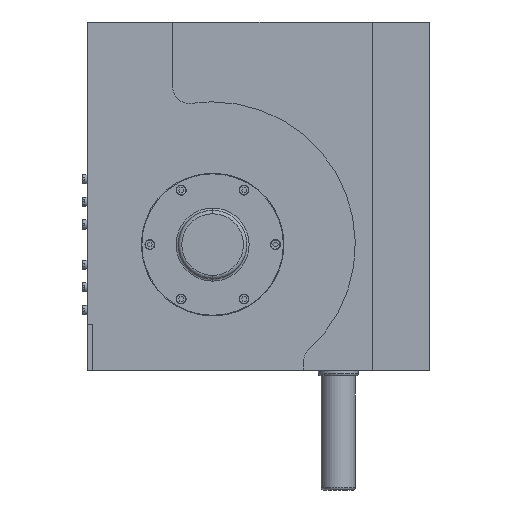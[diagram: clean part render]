
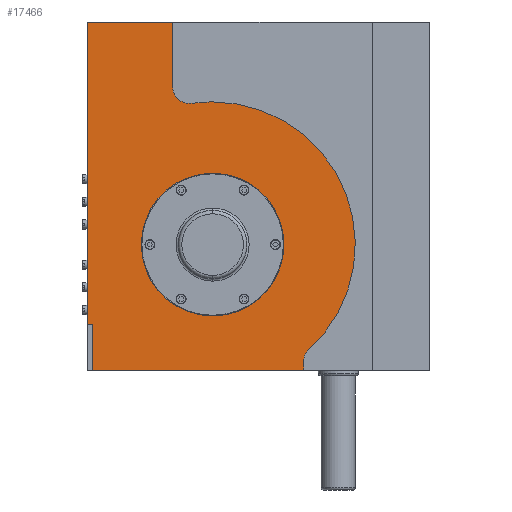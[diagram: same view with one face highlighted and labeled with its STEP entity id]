
A CAD part, left-side view. The second image highlights one B-rep face of the part: STEP entity #17466.
In plain terms, the highlighted planar face has unit normal (-1, 0, 0).
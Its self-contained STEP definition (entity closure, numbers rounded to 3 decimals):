
#40 = DIRECTION ( 'NONE',  ( 0., 1., 0. ) ) ;
#68 = VECTOR ( 'NONE', #40, 1000. ) ;
#104 = VERTEX_POINT ( 'NONE', #20222 ) ;
#181 = EDGE_CURVE ( 'NONE', #20224, #26650, #3122, .T. ) ;
#356 = ORIENTED_EDGE ( 'NONE', *, *, #19143, .F. ) ;
#1371 = LINE ( 'NONE', #4366, #10443 ) ;
#1395 = CARTESIAN_POINT ( 'NONE',  ( 0., -40., -152.5 ) ) ;
#1437 = DIRECTION ( 'NONE',  ( 0., 0., 1. ) ) ;
#2144 = EDGE_CURVE ( 'NONE', #2352, #21774, #17977, .T. ) ;
#2260 = CARTESIAN_POINT ( 'NONE',  ( 0., 75., 96.064 ) ) ;
#2352 = VERTEX_POINT ( 'NONE', #12925 ) ;
#2518 = DIRECTION ( 'NONE',  ( 0., 0., 1. ) ) ;
#3122 = LINE ( 'NONE', #1395, #10241 ) ;
#3129 = AXIS2_PLACEMENT_3D ( 'NONE', #6294, #24933, #8109 ) ;
#3140 = ORIENTED_EDGE ( 'NONE', *, *, #19418, .F. ) ;
#3228 = CARTESIAN_POINT ( 'NONE',  ( 0., -43.333, -135.669 ) ) ;
#3599 = ORIENTED_EDGE ( 'NONE', *, *, #4243, .F. ) ;
#3841 = ORIENTED_EDGE ( 'NONE', *, *, #2144, .F. ) ;
#4104 = EDGE_CURVE ( 'NONE', #16945, #7961, #20493, .T. ) ;
#4135 = VERTEX_POINT ( 'NONE', #2260 ) ;
#4243 = EDGE_CURVE ( 'NONE', #20214, #104, #18573, .T. ) ;
#4366 = CARTESIAN_POINT ( 'NONE',  ( 0., 75., 96.064 ) ) ;
#4882 = CARTESIAN_POINT ( 'NONE',  ( 0., 40., -42.5 ) ) ;
#5085 = VECTOR ( 'NONE', #22478, 1000. ) ;
#5417 = AXIS2_PLACEMENT_3D ( 'NONE', #20450, #14651, #8061 ) ;
#5659 = EDGE_CURVE ( 'NONE', #4135, #20214, #22369, .T. ) ;
#5901 = CARTESIAN_POINT ( 'NONE',  ( 0., 40., -42.5 ) ) ;
#5989 = DIRECTION ( 'NONE',  ( -1., 0., 0. ) ) ;
#6294 = CARTESIAN_POINT ( 'NONE',  ( 0., 0., 0. ) ) ;
#6552 = FACE_BOUND ( 'NONE', #17433, .T. ) ;
#6858 = CARTESIAN_POINT ( 'NONE',  ( 0., 57.857, 81.218 ) ) ;
#7257 = ORIENTED_EDGE ( 'NONE', *, *, #16385, .F. ) ;
#7568 = VERTEX_POINT ( 'NONE', #18557 ) ;
#7806 = AXIS2_PLACEMENT_3D ( 'NONE', #25159, #18675, #10566 ) ;
#7961 = VERTEX_POINT ( 'NONE', #11611 ) ;
#8061 = DIRECTION ( 'NONE',  ( 0., 0., 1. ) ) ;
#8109 = DIRECTION ( 'NONE',  ( 0., 1., 0. ) ) ;
#8535 = ORIENTED_EDGE ( 'NONE', *, *, #181, .F. ) ;
#8628 = LINE ( 'NONE', #18416, #5085 ) ;
#8877 = CIRCLE ( 'NONE', #7806, 10. ) ;
#9095 = EDGE_LOOP ( 'NONE', ( #3140, #11656, #356, #8535, #11688, #20155, #3599, #13317, #7257, #21805, #22696 ) ) ;
#10090 = LINE ( 'NONE', #22571, #68 ) ;
#10241 = VECTOR ( 'NONE', #22318, 1000. ) ;
#10428 = FACE_OUTER_BOUND ( 'NONE', #9095, .T. ) ;
#10443 = VECTOR ( 'NONE', #18782, 1000. ) ;
#10474 = EDGE_CURVE ( 'NONE', #21194, #20224, #8877, .T. ) ;
#10552 = AXIS2_PLACEMENT_3D ( 'NONE', #5901, #5989, #26431 ) ;
#10566 = DIRECTION ( 'NONE',  ( 0., 0., 1. ) ) ;
#10613 = VERTEX_POINT ( 'NONE', #15200 ) ;
#10745 = CIRCLE ( 'NONE', #16507, 62.5 ) ;
#10924 = VERTEX_POINT ( 'NONE', #26751 ) ;
#11360 = VECTOR ( 'NONE', #23983, 1000. ) ;
#11560 = AXIS2_PLACEMENT_3D ( 'NONE', #24180, #17955, #26077 ) ;
#11611 = CARTESIAN_POINT ( 'NONE',  ( 0., 145., -112.5 ) ) ;
#11656 = ORIENTED_EDGE ( 'NONE', *, *, #4104, .F. ) ;
#11663 = DIRECTION ( 'NONE',  ( 0., 0., 1. ) ) ;
#11688 = ORIENTED_EDGE ( 'NONE', *, *, #10474, .F. ) ;
#11747 = CARTESIAN_POINT ( 'NONE',  ( 0., 145., 0. ) ) ;
#11838 = CARTESIAN_POINT ( 'NONE',  ( 0., 60., 96.064 ) ) ;
#11991 = LINE ( 'NONE', #20040, #15259 ) ;
#12805 = CARTESIAN_POINT ( 'NONE',  ( 0., 145., -152.5 ) ) ;
#12925 = CARTESIAN_POINT ( 'NONE',  ( 0., 40., -105. ) ) ;
#12982 = CARTESIAN_POINT ( 'NONE',  ( 0., -40., -143.123 ) ) ;
#13258 = DIRECTION ( 'NONE',  ( -1., 0., 0. ) ) ;
#13317 = ORIENTED_EDGE ( 'NONE', *, *, #5659, .F. ) ;
#14651 = DIRECTION ( 'NONE',  ( 1., 0., 0. ) ) ;
#14981 = VECTOR ( 'NONE', #1437, 1000. ) ;
#15200 = CARTESIAN_POINT ( 'NONE',  ( 0., 150., -112.5 ) ) ;
#15259 = VECTOR ( 'NONE', #24465, 1000. ) ;
#15892 = LINE ( 'NONE', #24252, #11360 ) ;
#16385 = EDGE_CURVE ( 'NONE', #10924, #4135, #1371, .T. ) ;
#16496 = CARTESIAN_POINT ( 'NONE',  ( 0., -40., -152.5 ) ) ;
#16507 = AXIS2_PLACEMENT_3D ( 'NONE', #4882, #13258, #2518 ) ;
#16520 = PLANE ( 'NONE',  #3129 ) ;
#16945 = VERTEX_POINT ( 'NONE', #12805 ) ;
#17090 = EDGE_CURVE ( 'NONE', #21774, #2352, #10745, .T. ) ;
#17433 = EDGE_LOOP ( 'NONE', ( #22358, #3841 ) ) ;
#17466 = ADVANCED_FACE ( 'NONE', ( #10428, #6552 ), #16520, .F. ) ;
#17955 = DIRECTION ( 'NONE',  ( 1., 0., 0. ) ) ;
#17977 = CIRCLE ( 'NONE', #10552, 62.5 ) ;
#18022 = DIRECTION ( 'NONE',  ( -1., 0., 0. ) ) ;
#18416 = CARTESIAN_POINT ( 'NONE',  ( 0., 150., 152.5 ) ) ;
#18557 = CARTESIAN_POINT ( 'NONE',  ( 0., 150., 152.5 ) ) ;
#18573 = CIRCLE ( 'NONE', #5417, 125. ) ;
#18675 = DIRECTION ( 'NONE',  ( -1., 0., 0. ) ) ;
#18782 = DIRECTION ( 'NONE',  ( 0., 0., -1. ) ) ;
#19143 = EDGE_CURVE ( 'NONE', #26650, #16945, #10090, .T. ) ;
#19418 = EDGE_CURVE ( 'NONE', #7961, #10613, #15892, .T. ) ;
#20040 = CARTESIAN_POINT ( 'NONE',  ( 0., 150., 152.5 ) ) ;
#20155 = ORIENTED_EDGE ( 'NONE', *, *, #23121, .F. ) ;
#20214 = VERTEX_POINT ( 'NONE', #6858 ) ;
#20222 = CARTESIAN_POINT ( 'NONE',  ( 0., 40., 82.5 ) ) ;
#20224 = VERTEX_POINT ( 'NONE', #12982 ) ;
#20438 = EDGE_CURVE ( 'NONE', #10613, #7568, #11991, .T. ) ;
#20450 = CARTESIAN_POINT ( 'NONE',  ( 0., 40., -42.5 ) ) ;
#20493 = LINE ( 'NONE', #11747, #14981 ) ;
#21194 = VERTEX_POINT ( 'NONE', #3228 ) ;
#21774 = VERTEX_POINT ( 'NONE', #24089 ) ;
#21805 = ORIENTED_EDGE ( 'NONE', *, *, #23210, .F. ) ;
#22318 = DIRECTION ( 'NONE',  ( 0., 0., -1. ) ) ;
#22358 = ORIENTED_EDGE ( 'NONE', *, *, #17090, .F. ) ;
#22369 = CIRCLE ( 'NONE', #25403, 15. ) ;
#22478 = DIRECTION ( 'NONE',  ( 0., -1., 0. ) ) ;
#22571 = CARTESIAN_POINT ( 'NONE',  ( 0., 150., -152.5 ) ) ;
#22696 = ORIENTED_EDGE ( 'NONE', *, *, #20438, .F. ) ;
#22893 = CIRCLE ( 'NONE', #11560, 125. ) ;
#23121 = EDGE_CURVE ( 'NONE', #104, #21194, #22893, .T. ) ;
#23210 = EDGE_CURVE ( 'NONE', #7568, #10924, #8628, .T. ) ;
#23983 = DIRECTION ( 'NONE',  ( 0., 1., 0. ) ) ;
#24089 = CARTESIAN_POINT ( 'NONE',  ( 0., 40., 20. ) ) ;
#24180 = CARTESIAN_POINT ( 'NONE',  ( 0., 40., -42.5 ) ) ;
#24252 = CARTESIAN_POINT ( 'NONE',  ( 0., 145., -112.5 ) ) ;
#24465 = DIRECTION ( 'NONE',  ( 0., 0., 1. ) ) ;
#24933 = DIRECTION ( 'NONE',  ( 1., 0., 0. ) ) ;
#25159 = CARTESIAN_POINT ( 'NONE',  ( 0., -50., -143.123 ) ) ;
#25403 = AXIS2_PLACEMENT_3D ( 'NONE', #11838, #18022, #11663 ) ;
#26077 = DIRECTION ( 'NONE',  ( 0., 0., 1. ) ) ;
#26431 = DIRECTION ( 'NONE',  ( 0., 0., 1. ) ) ;
#26650 = VERTEX_POINT ( 'NONE', #16496 ) ;
#26751 = CARTESIAN_POINT ( 'NONE',  ( 0., 75., 152.5 ) ) ;
